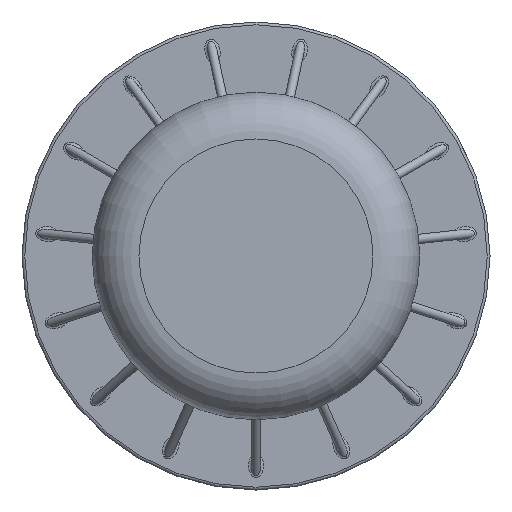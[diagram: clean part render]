
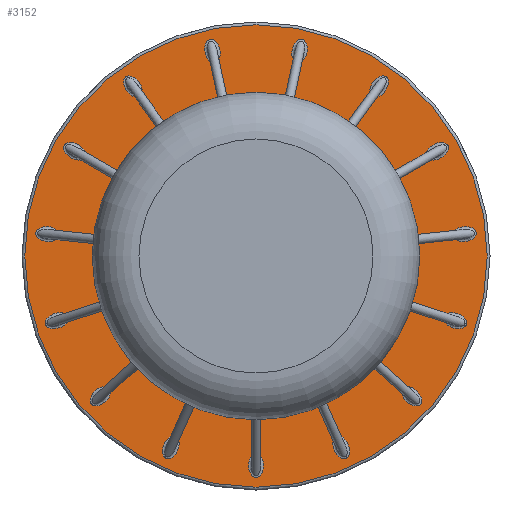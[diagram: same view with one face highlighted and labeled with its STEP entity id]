
A CAD part, front view. The second image highlights one B-rep face of the part: STEP entity #3152.
In plain terms, the highlighted planar face has unit normal (0, -1, 0).
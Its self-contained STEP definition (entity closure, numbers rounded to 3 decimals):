
#46=FACE_BOUND('',#798,.T.);
#47=FACE_BOUND('',#799,.T.);
#48=FACE_BOUND('',#800,.T.);
#49=FACE_BOUND('',#801,.T.);
#50=FACE_BOUND('',#802,.T.);
#51=FACE_BOUND('',#803,.T.);
#52=FACE_BOUND('',#804,.T.);
#53=FACE_BOUND('',#805,.T.);
#54=FACE_BOUND('',#806,.T.);
#55=FACE_BOUND('',#807,.T.);
#56=FACE_BOUND('',#808,.T.);
#57=FACE_BOUND('',#809,.T.);
#58=FACE_BOUND('',#810,.T.);
#59=FACE_BOUND('',#811,.T.);
#60=FACE_BOUND('',#812,.T.);
#61=FACE_BOUND('',#813,.T.);
#128=ELLIPSE('',#3496,1.281,0.8);
#129=ELLIPSE('',#3498,1.281,0.8);
#130=ELLIPSE('',#3499,1.281,0.8);
#131=ELLIPSE('',#3500,1.281,0.8);
#132=ELLIPSE('',#3501,1.281,0.8);
#133=ELLIPSE('',#3502,1.281,0.8);
#134=ELLIPSE('',#3503,1.281,0.8);
#135=ELLIPSE('',#3504,1.281,0.8);
#136=ELLIPSE('',#3505,1.281,0.8);
#137=ELLIPSE('',#3506,1.281,0.8);
#138=ELLIPSE('',#3507,1.281,0.8);
#139=ELLIPSE('',#3508,1.281,0.8);
#140=ELLIPSE('',#3509,1.281,0.8);
#141=ELLIPSE('',#3510,1.281,0.8);
#142=ELLIPSE('',#3511,1.281,0.8);
#578=PLANE('',#3495);
#639=FACE_OUTER_BOUND('',#797,.T.);
#797=EDGE_LOOP('',(#2454,#2455));
#798=EDGE_LOOP('',(#2456));
#799=EDGE_LOOP('',(#2457));
#800=EDGE_LOOP('',(#2458));
#801=EDGE_LOOP('',(#2459));
#802=EDGE_LOOP('',(#2460));
#803=EDGE_LOOP('',(#2461));
#804=EDGE_LOOP('',(#2462));
#805=EDGE_LOOP('',(#2463));
#806=EDGE_LOOP('',(#2464));
#807=EDGE_LOOP('',(#2465));
#808=EDGE_LOOP('',(#2466));
#809=EDGE_LOOP('',(#2467));
#810=EDGE_LOOP('',(#2468));
#811=EDGE_LOOP('',(#2469));
#812=EDGE_LOOP('',(#2470));
#813=EDGE_LOOP('',(#2471));
#1144=CIRCLE('',#3490,24.7);
#1148=CIRCLE('',#3494,24.7);
#1149=CIRCLE('',#3497,15.208);
#1397=VERTEX_POINT('',#7422);
#1398=VERTEX_POINT('',#7423);
#1401=VERTEX_POINT('',#7432);
#1402=VERTEX_POINT('',#7434);
#1403=VERTEX_POINT('',#7436);
#1404=VERTEX_POINT('',#7438);
#1405=VERTEX_POINT('',#7440);
#1406=VERTEX_POINT('',#7442);
#1407=VERTEX_POINT('',#7444);
#1408=VERTEX_POINT('',#7446);
#1409=VERTEX_POINT('',#7448);
#1410=VERTEX_POINT('',#7450);
#1411=VERTEX_POINT('',#7452);
#1412=VERTEX_POINT('',#7454);
#1413=VERTEX_POINT('',#7456);
#1414=VERTEX_POINT('',#7458);
#1415=VERTEX_POINT('',#7460);
#1416=VERTEX_POINT('',#7462);
#1814=EDGE_CURVE('',#1397,#1398,#1144,.T.);
#1818=EDGE_CURVE('',#1398,#1397,#1148,.T.);
#1819=EDGE_CURVE('',#1401,#1401,#128,.T.);
#1820=EDGE_CURVE('',#1402,#1402,#1149,.T.);
#1821=EDGE_CURVE('',#1403,#1403,#129,.T.);
#1822=EDGE_CURVE('',#1404,#1404,#130,.T.);
#1823=EDGE_CURVE('',#1405,#1405,#131,.T.);
#1824=EDGE_CURVE('',#1406,#1406,#132,.T.);
#1825=EDGE_CURVE('',#1407,#1407,#133,.T.);
#1826=EDGE_CURVE('',#1408,#1408,#134,.T.);
#1827=EDGE_CURVE('',#1409,#1409,#135,.T.);
#1828=EDGE_CURVE('',#1410,#1410,#136,.T.);
#1829=EDGE_CURVE('',#1411,#1411,#137,.T.);
#1830=EDGE_CURVE('',#1412,#1412,#138,.T.);
#1831=EDGE_CURVE('',#1413,#1413,#139,.T.);
#1832=EDGE_CURVE('',#1414,#1414,#140,.T.);
#1833=EDGE_CURVE('',#1415,#1415,#141,.T.);
#1834=EDGE_CURVE('',#1416,#1416,#142,.T.);
#2454=ORIENTED_EDGE('',*,*,#1814,.F.);
#2455=ORIENTED_EDGE('',*,*,#1818,.F.);
#2456=ORIENTED_EDGE('',*,*,#1819,.F.);
#2457=ORIENTED_EDGE('',*,*,#1820,.F.);
#2458=ORIENTED_EDGE('',*,*,#1821,.F.);
#2459=ORIENTED_EDGE('',*,*,#1822,.F.);
#2460=ORIENTED_EDGE('',*,*,#1823,.F.);
#2461=ORIENTED_EDGE('',*,*,#1824,.F.);
#2462=ORIENTED_EDGE('',*,*,#1825,.F.);
#2463=ORIENTED_EDGE('',*,*,#1826,.F.);
#2464=ORIENTED_EDGE('',*,*,#1827,.F.);
#2465=ORIENTED_EDGE('',*,*,#1828,.F.);
#2466=ORIENTED_EDGE('',*,*,#1829,.F.);
#2467=ORIENTED_EDGE('',*,*,#1830,.F.);
#2468=ORIENTED_EDGE('',*,*,#1831,.F.);
#2469=ORIENTED_EDGE('',*,*,#1832,.F.);
#2470=ORIENTED_EDGE('',*,*,#1833,.F.);
#2471=ORIENTED_EDGE('',*,*,#1834,.F.);
#3152=ADVANCED_FACE('',(#639,#46,#47,#48,#49,#50,#51,#52,#53,#54,#55,#56,
#57,#58,#59,#60,#61),#578,.F.);
#3490=AXIS2_PLACEMENT_3D('',#7424,#4147,#4148);
#3494=AXIS2_PLACEMENT_3D('',#7430,#4155,#4156);
#3495=AXIS2_PLACEMENT_3D('',#7431,#4157,#4158);
#3496=AXIS2_PLACEMENT_3D('',#7433,#4159,#4160);
#3497=AXIS2_PLACEMENT_3D('',#7435,#4161,#4162);
#3498=AXIS2_PLACEMENT_3D('',#7437,#4163,#4164);
#3499=AXIS2_PLACEMENT_3D('',#7439,#4165,#4166);
#3500=AXIS2_PLACEMENT_3D('',#7441,#4167,#4168);
#3501=AXIS2_PLACEMENT_3D('',#7443,#4169,#4170);
#3502=AXIS2_PLACEMENT_3D('',#7445,#4171,#4172);
#3503=AXIS2_PLACEMENT_3D('',#7447,#4173,#4174);
#3504=AXIS2_PLACEMENT_3D('',#7449,#4175,#4176);
#3505=AXIS2_PLACEMENT_3D('',#7451,#4177,#4178);
#3506=AXIS2_PLACEMENT_3D('',#7453,#4179,#4180);
#3507=AXIS2_PLACEMENT_3D('',#7455,#4181,#4182);
#3508=AXIS2_PLACEMENT_3D('',#7457,#4183,#4184);
#3509=AXIS2_PLACEMENT_3D('',#7459,#4185,#4186);
#3510=AXIS2_PLACEMENT_3D('',#7461,#4187,#4188);
#3511=AXIS2_PLACEMENT_3D('',#7463,#4189,#4190);
#4147=DIRECTION('center_axis',(0.,1.,0.));
#4148=DIRECTION('ref_axis',(1.,0.,0.));
#4155=DIRECTION('center_axis',(0.,1.,0.));
#4156=DIRECTION('ref_axis',(1.,0.,0.));
#4157=DIRECTION('center_axis',(0.,1.,0.));
#4158=DIRECTION('ref_axis',(1.,0.,0.));
#4159=DIRECTION('center_axis',(0.,-1.,0.));
#4160=DIRECTION('ref_axis',(0.,0.,1.));
#4161=DIRECTION('center_axis',(0.,-1.,0.));
#4162=DIRECTION('ref_axis',(1.,0.,0.));
#4163=DIRECTION('center_axis',(0.,-1.,0.));
#4164=DIRECTION('ref_axis',(-0.407,0.,0.914));
#4165=DIRECTION('center_axis',(0.,-1.,0.));
#4166=DIRECTION('ref_axis',(-0.743,0.,0.669));
#4167=DIRECTION('center_axis',(0.,-1.,0.));
#4168=DIRECTION('ref_axis',(-0.951,0.,0.309));
#4169=DIRECTION('center_axis',(0.,-1.,0.));
#4170=DIRECTION('ref_axis',(-0.995,0.,-0.105));
#4171=DIRECTION('center_axis',(0.,-1.,0.));
#4172=DIRECTION('ref_axis',(-0.866,0.,-0.5));
#4173=DIRECTION('center_axis',(0.,-1.,0.));
#4174=DIRECTION('ref_axis',(-0.588,0.,-0.809));
#4175=DIRECTION('center_axis',(0.,-1.,0.));
#4176=DIRECTION('ref_axis',(-0.208,0.,-0.978));
#4177=DIRECTION('center_axis',(0.,-1.,0.));
#4178=DIRECTION('ref_axis',(0.208,0.,-0.978));
#4179=DIRECTION('center_axis',(0.,-1.,0.));
#4180=DIRECTION('ref_axis',(0.588,0.,-0.809));
#4181=DIRECTION('center_axis',(0.,-1.,0.));
#4182=DIRECTION('ref_axis',(0.866,0.,-0.5));
#4183=DIRECTION('center_axis',(0.,-1.,0.));
#4184=DIRECTION('ref_axis',(0.995,0.,-0.105));
#4185=DIRECTION('center_axis',(0.,-1.,0.));
#4186=DIRECTION('ref_axis',(0.951,0.,0.309));
#4187=DIRECTION('center_axis',(0.,-1.,0.));
#4188=DIRECTION('ref_axis',(0.743,0.,0.669));
#4189=DIRECTION('center_axis',(0.,-1.,0.));
#4190=DIRECTION('ref_axis',(0.407,0.,0.914));
#7422=CARTESIAN_POINT('',(-24.7,73.,0.));
#7423=CARTESIAN_POINT('',(0.,73.,24.7));
#7424=CARTESIAN_POINT('Origin',(0.,73.,0.));
#7430=CARTESIAN_POINT('Origin',(0.,73.,0.));
#7431=CARTESIAN_POINT('Origin',(0.,73.,0.));
#7432=CARTESIAN_POINT('',(0.,73.,-23.656));
#7433=CARTESIAN_POINT('Origin',(0.,73.,-22.375));
#7434=CARTESIAN_POINT('',(-15.208,73.,0.));
#7435=CARTESIAN_POINT('Origin',(0.,73.,0.));
#7436=CARTESIAN_POINT('',(9.622,73.,-21.61));
#7437=CARTESIAN_POINT('Origin',(9.101,73.,-20.441));
#7438=CARTESIAN_POINT('',(17.58,73.,-15.829));
#7439=CARTESIAN_POINT('Origin',(16.628,73.,-14.972));
#7440=CARTESIAN_POINT('',(22.498,73.,-7.31));
#7441=CARTESIAN_POINT('Origin',(21.28,73.,-6.914));
#7442=CARTESIAN_POINT('',(23.526,73.,2.473));
#7443=CARTESIAN_POINT('Origin',(22.252,73.,2.339));
#7444=CARTESIAN_POINT('',(20.486,73.,11.828));
#7445=CARTESIAN_POINT('Origin',(19.377,73.,11.187));
#7446=CARTESIAN_POINT('',(13.904,73.,19.138));
#7447=CARTESIAN_POINT('Origin',(13.152,73.,18.102));
#7448=CARTESIAN_POINT('',(4.918,73.,23.139));
#7449=CARTESIAN_POINT('Origin',(4.652,73.,21.886));
#7450=CARTESIAN_POINT('',(-4.918,73.,23.139));
#7451=CARTESIAN_POINT('Origin',(-4.652,73.,21.886));
#7452=CARTESIAN_POINT('',(-13.904,73.,19.138));
#7453=CARTESIAN_POINT('Origin',(-13.152,73.,18.102));
#7454=CARTESIAN_POINT('',(-20.486,73.,11.828));
#7455=CARTESIAN_POINT('Origin',(-19.377,73.,11.187));
#7456=CARTESIAN_POINT('',(-23.526,73.,2.473));
#7457=CARTESIAN_POINT('Origin',(-22.252,73.,2.339));
#7458=CARTESIAN_POINT('',(-22.498,73.,-7.31));
#7459=CARTESIAN_POINT('Origin',(-21.28,73.,-6.914));
#7460=CARTESIAN_POINT('',(-17.58,73.,-15.829));
#7461=CARTESIAN_POINT('Origin',(-16.628,73.,-14.972));
#7462=CARTESIAN_POINT('',(-9.622,73.,-21.61));
#7463=CARTESIAN_POINT('Origin',(-9.101,73.,-20.441));
